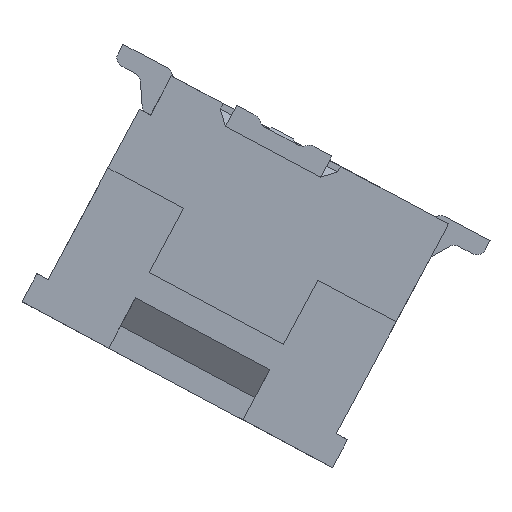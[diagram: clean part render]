
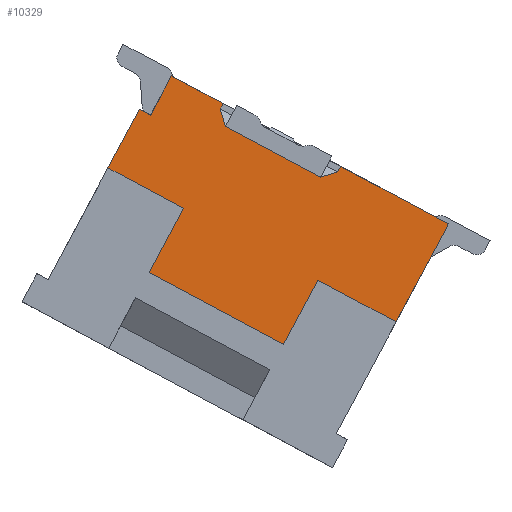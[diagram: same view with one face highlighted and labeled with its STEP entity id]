
A CAD part, front view. The second image highlights one B-rep face of the part: STEP entity #10329.
In plain terms, the highlighted planar face has unit normal (0, -1, 0).
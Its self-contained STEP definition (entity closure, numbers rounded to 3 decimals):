
#306 = CARTESIAN_POINT ( 'NONE',  ( 8.556, -2.2, 0.577 ) ) ;
#1527 = CARTESIAN_POINT ( 'NONE',  ( 10.291, -2.2, -0.246 ) ) ;
#2276 = EDGE_CURVE ( 'NONE', #110699, #109909, #54852, .T. ) ;
#3625 = DIRECTION ( 'NONE',  ( 0., 1., 0. ) ) ;
#3752 = CARTESIAN_POINT ( 'NONE',  ( 8.306, -2.2, 0.476 ) ) ;
#3867 = CARTESIAN_POINT ( 'NONE',  ( 8.242, -2.2, -1.109 ) ) ;
#4167 = CARTESIAN_POINT ( 'NONE',  ( 5.838, -2.2, 2.134 ) ) ;
#4168 = CARTESIAN_POINT ( 'NONE',  ( 6.689, -2.2, 1.554 ) ) ;
#6012 = FACE_OUTER_BOUND ( 'NONE', #67376, .T. ) ;
#6358 = DIRECTION ( 'NONE',  ( -0.882, 0., 0.471 ) ) ;
#6797 = VERTEX_POINT ( 'NONE', #20839 ) ;
#8085 = VECTOR ( 'NONE', #37618, 1000. ) ;
#9006 = CARTESIAN_POINT ( 'NONE',  ( 8.232, -2.2, -1.129 ) ) ;
#9402 = VERTEX_POINT ( 'NONE', #37110 ) ;
#9446 = VERTEX_POINT ( 'NONE', #80711 ) ;
#10007 = LINE ( 'NONE', #25650, #11380 ) ;
#10329 = ADVANCED_FACE ( 'NONE', ( #6012 ), #56265, .F. ) ;
#10775 = LINE ( 'NONE', #72427, #56862 ) ;
#11380 = VECTOR ( 'NONE', #135071, 1000. ) ;
#11460 = LINE ( 'NONE', #115779, #113569 ) ;
#14069 = EDGE_CURVE ( 'NONE', #104720, #47647, #85346, .T. ) ;
#14597 = DIRECTION ( 'NONE',  ( 0.882, 0., -0.471 ) ) ;
#17112 = DIRECTION ( 'NONE',  ( -0.882, 0., 0.471 ) ) ;
#18174 = LINE ( 'NONE', #48102, #19736 ) ;
#18619 = CARTESIAN_POINT ( 'NONE',  ( 8.546, -2.2, 0.574 ) ) ;
#19736 = VECTOR ( 'NONE', #6358, 1000. ) ;
#20839 = CARTESIAN_POINT ( 'NONE',  ( 5.596, -2.2, 1.47 ) ) ;
#23785 = ORIENTED_EDGE ( 'NONE', *, *, #37339, .T. ) ;
#24591 = DIRECTION ( 'NONE',  ( -0.471, 0., -0.882 ) ) ;
#24685 = VERTEX_POINT ( 'NONE', #71262 ) ;
#25650 = CARTESIAN_POINT ( 'NONE',  ( 5.838, -2.2, 2.134 ) ) ;
#26192 = ORIENTED_EDGE ( 'NONE', *, *, #38825, .F. ) ;
#27919 = VECTOR ( 'NONE', #17112, 1000. ) ;
#28029 = LINE ( 'NONE', #4168, #71419 ) ;
#29491 = EDGE_CURVE ( 'NONE', #9402, #6797, #118925, .T. ) ;
#34952 = VERTEX_POINT ( 'NONE', #18619 ) ;
#34975 = AXIS2_PLACEMENT_3D ( 'NONE', #109603, #3625, #76419 ) ;
#35812 = DIRECTION ( 'NONE',  ( -0.471, 0., -0.882 ) ) ;
#37110 = CARTESIAN_POINT ( 'NONE',  ( 5.419, -2.2, 1.565 ) ) ;
#37339 = EDGE_CURVE ( 'NONE', #9402, #47647, #104500, .T. ) ;
#37401 = LINE ( 'NONE', #4167, #128723 ) ;
#37618 = DIRECTION ( 'NONE',  ( -0.471, 0., -0.882 ) ) ;
#37762 = EDGE_CURVE ( 'NONE', #129651, #110699, #18174, .T. ) ;
#38825 = EDGE_CURVE ( 'NONE', #24685, #107838, #125917, .T. ) ;
#40391 = VECTOR ( 'NONE', #124069, 1000. ) ;
#41559 = LINE ( 'NONE', #99366, #40391 ) ;
#43224 = CARTESIAN_POINT ( 'NONE',  ( 9.466, -2.2, -1.789 ) ) ;
#43285 = VERTEX_POINT ( 'NONE', #62326 ) ;
#43477 = DIRECTION ( 'NONE',  ( -0.471, 0., -0.882 ) ) ;
#45934 = DIRECTION ( 'NONE',  ( 0.882, 0., -0.471 ) ) ;
#45957 = ORIENTED_EDGE ( 'NONE', *, *, #59172, .F. ) ;
#47647 = VERTEX_POINT ( 'NONE', #104664 ) ;
#48102 = CARTESIAN_POINT ( 'NONE',  ( 9.491, -2.2, -1.802 ) ) ;
#48210 = EDGE_CURVE ( 'NONE', #109909, #43285, #72625, .T. ) ;
#48553 = CARTESIAN_POINT ( 'NONE',  ( 6.741, -2.2, 1.652 ) ) ;
#49200 = CARTESIAN_POINT ( 'NONE',  ( 7.689, -2.2, -2.143 ) ) ;
#51511 = CARTESIAN_POINT ( 'NONE',  ( 5.926, -2.2, 2.088 ) ) ;
#52081 = ORIENTED_EDGE ( 'NONE', *, *, #29491, .F. ) ;
#54852 = LINE ( 'NONE', #3867, #8085 ) ;
#55414 = VECTOR ( 'NONE', #14597, 1000. ) ;
#56265 = PLANE ( 'NONE',  #34975 ) ;
#56862 = VECTOR ( 'NONE', #107401, 1000. ) ;
#57311 = CARTESIAN_POINT ( 'NONE',  ( 6.115, -2.2, 0.002 ) ) ;
#59172 = EDGE_CURVE ( 'NONE', #9446, #34952, #71690, .T. ) ;
#61393 = EDGE_CURVE ( 'NONE', #6797, #102319, #111392, .T. ) ;
#61952 = EDGE_CURVE ( 'NONE', #92954, #24685, #28029, .T. ) ;
#62326 = CARTESIAN_POINT ( 'NONE',  ( 5.573, -2.2, -1.012 ) ) ;
#63356 = VECTOR ( 'NONE', #43477, 1000. ) ;
#64400 = EDGE_CURVE ( 'NONE', #102319, #92954, #10007, .T. ) ;
#64741 = VECTOR ( 'NONE', #113089, 1000. ) ;
#67376 = EDGE_LOOP ( 'NONE', ( #115166, #52081, #23785, #131702, #137014, #100985, #118934, #91371, #83156, #98481, #133569, #45957, #85535, #26192, #109296, #103611 ) ) ;
#70345 = CARTESIAN_POINT ( 'NONE',  ( 6.779, -2.2, 1.283 ) ) ;
#71262 = CARTESIAN_POINT ( 'NONE',  ( 6.694, -2.2, 1.564 ) ) ;
#71419 = VECTOR ( 'NONE', #24591, 1000. ) ;
#71690 = LINE ( 'NONE', #306, #120332 ) ;
#72427 = CARTESIAN_POINT ( 'NONE',  ( 8.598, -2.2, 0.671 ) ) ;
#72625 = LINE ( 'NONE', #103404, #27919 ) ;
#75976 = EDGE_CURVE ( 'NONE', #34952, #95874, #10775, .T. ) ;
#76354 = DIRECTION ( 'NONE',  ( 0.882, 0., -0.471 ) ) ;
#76419 = DIRECTION ( 'NONE',  ( 1., 0., 0. ) ) ;
#78097 = VECTOR ( 'NONE', #132411, 1000. ) ;
#80711 = CARTESIAN_POINT ( 'NONE',  ( 8.276, -2.2, 0.492 ) ) ;
#81269 = EDGE_CURVE ( 'NONE', #43285, #104720, #41559, .T. ) ;
#83156 = ORIENTED_EDGE ( 'NONE', *, *, #113826, .F. ) ;
#85346 = LINE ( 'NONE', #92041, #134545 ) ;
#85535 = ORIENTED_EDGE ( 'NONE', *, *, #136962, .F. ) ;
#91371 = ORIENTED_EDGE ( 'NONE', *, *, #37762, .F. ) ;
#92041 = CARTESIAN_POINT ( 'NONE',  ( 6.139, -2.2, -0.01 ) ) ;
#92649 = CARTESIAN_POINT ( 'NONE',  ( 8.593, -2.2, 0.662 ) ) ;
#92954 = VERTEX_POINT ( 'NONE', #48553 ) ;
#95080 = CARTESIAN_POINT ( 'NONE',  ( 3.706, -2.2, -1.641 ) ) ;
#95874 = VERTEX_POINT ( 'NONE', #92649 ) ;
#97408 = DIRECTION ( 'NONE',  ( 0.957, 0., 0.29 ) ) ;
#98481 = ORIENTED_EDGE ( 'NONE', *, *, #115170, .F. ) ;
#99121 = LINE ( 'NONE', #3752, #55414 ) ;
#99366 = CARTESIAN_POINT ( 'NONE',  ( 5.562, -2.2, -1.032 ) ) ;
#100985 = ORIENTED_EDGE ( 'NONE', *, *, #48210, .F. ) ;
#102319 = VERTEX_POINT ( 'NONE', #51511 ) ;
#103404 = CARTESIAN_POINT ( 'NONE',  ( 7.732, -2.2, -2.166 ) ) ;
#103611 = ORIENTED_EDGE ( 'NONE', *, *, #64400, .F. ) ;
#104500 = LINE ( 'NONE', #95080, #63356 ) ;
#104664 = CARTESIAN_POINT ( 'NONE',  ( 4.924, -2.2, 0.639 ) ) ;
#104720 = VERTEX_POINT ( 'NONE', #57311 ) ;
#106211 = VERTEX_POINT ( 'NONE', #1527 ) ;
#107401 = DIRECTION ( 'NONE',  ( 0.471, 0., 0.882 ) ) ;
#107744 = CARTESIAN_POINT ( 'NONE',  ( 5.328, -2.2, 1.613 ) ) ;
#107838 = VERTEX_POINT ( 'NONE', #131970 ) ;
#109296 = ORIENTED_EDGE ( 'NONE', *, *, #61952, .F. ) ;
#109603 = CARTESIAN_POINT ( 'NONE',  ( 3.615, -2.2, -1.593 ) ) ;
#109909 = VERTEX_POINT ( 'NONE', #49200 ) ;
#110699 = VERTEX_POINT ( 'NONE', #9006 ) ;
#111392 = LINE ( 'NONE', #130569, #64741 ) ;
#113089 = DIRECTION ( 'NONE',  ( 0.471, 0., 0.882 ) ) ;
#113515 = DIRECTION ( 'NONE',  ( -0.882, 0., 0.471 ) ) ;
#113569 = VECTOR ( 'NONE', #35812, 1000. ) ;
#113826 = EDGE_CURVE ( 'NONE', #106211, #129651, #11460, .T. ) ;
#115166 = ORIENTED_EDGE ( 'NONE', *, *, #61393, .F. ) ;
#115170 = EDGE_CURVE ( 'NONE', #95874, #106211, #37401, .T. ) ;
#115779 = CARTESIAN_POINT ( 'NONE',  ( 10.331, -2.2, -0.171 ) ) ;
#115857 = VECTOR ( 'NONE', #76354, 1000. ) ;
#118925 = LINE ( 'NONE', #107744, #115857 ) ;
#118934 = ORIENTED_EDGE ( 'NONE', *, *, #2276, .F. ) ;
#120332 = VECTOR ( 'NONE', #97408, 1000. ) ;
#124069 = DIRECTION ( 'NONE',  ( 0.471, 0., 0.882 ) ) ;
#125917 = LINE ( 'NONE', #70345, #78097 ) ;
#128723 = VECTOR ( 'NONE', #45934, 1000. ) ;
#129651 = VERTEX_POINT ( 'NONE', #43224 ) ;
#130569 = CARTESIAN_POINT ( 'NONE',  ( 5.589, -2.2, 1.458 ) ) ;
#131702 = ORIENTED_EDGE ( 'NONE', *, *, #14069, .F. ) ;
#131970 = CARTESIAN_POINT ( 'NONE',  ( 6.776, -2.2, 1.293 ) ) ;
#132411 = DIRECTION ( 'NONE',  ( 0.29, 0., -0.957 ) ) ;
#133569 = ORIENTED_EDGE ( 'NONE', *, *, #75976, .F. ) ;
#134545 = VECTOR ( 'NONE', #113515, 1000. ) ;
#135071 = DIRECTION ( 'NONE',  ( 0.882, 0., -0.471 ) ) ;
#136962 = EDGE_CURVE ( 'NONE', #107838, #9446, #99121, .T. ) ;
#137014 = ORIENTED_EDGE ( 'NONE', *, *, #81269, .F. ) ;
